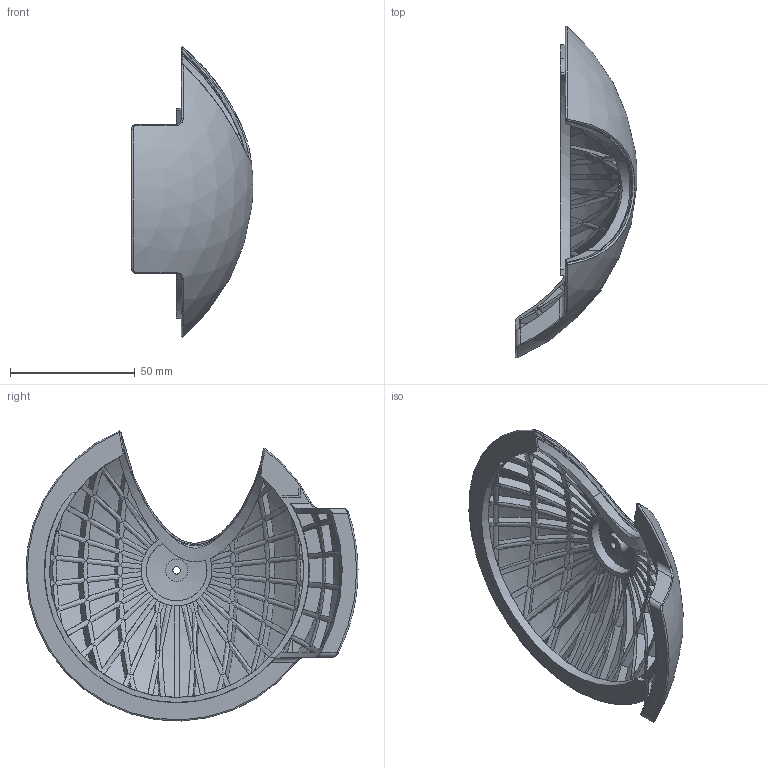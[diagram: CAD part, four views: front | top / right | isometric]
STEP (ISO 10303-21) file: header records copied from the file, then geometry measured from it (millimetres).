
FILE_DESCRIPTION(/* description */ (''),/* implementation_level */ '2;1');
FILE_NAME(/* name */ 'Head Left Original.step',/* time_stamp */ '2017-06-24T11:30:38+10:00',/* author */ (''),/* organization */ (''),/* preprocessor_version */ 'ST-DEVELOPER v16.13',/* originating_system */ 'Autodesk Translation Framework v6.1.1.50',/* authorisation */ '');
FILE_SCHEMA (('AUTOMOTIVE_DESIGN { 1 0 10303 214 3 1 1 }'));
Length unit declared in the file: millimetre
Products named in the file (1): Head Left v1
Bounding box: 48.7 x 133.13 x 116.32 mm (x, y, z)
Volume: 45721 mm3; surface area: 43215.4 mm2
Topology: 1 solids, 17 shells, 710 faces, 1710 edges, 1034 vertices
Faces by surface type: plane 370, cylinder 192, sphere 97, bspline 43, torus 7, cone 1
Full cylindrical faces by diameter (mm): 3 x1, 5.6 x1, 8.9 x1
Entity records: 25021 total; most frequent: CARTESIAN_POINT 8083, DIRECTION 3985, ORIENTED_EDGE 3388, AXIS2_PLACEMENT_3D 1738, EDGE_CURVE 1694, VERTEX_POINT 1029, CIRCLE 1011, EDGE_LOOP 723
